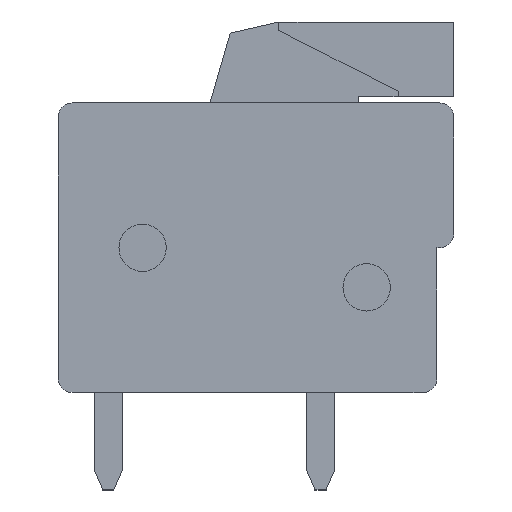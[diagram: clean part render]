
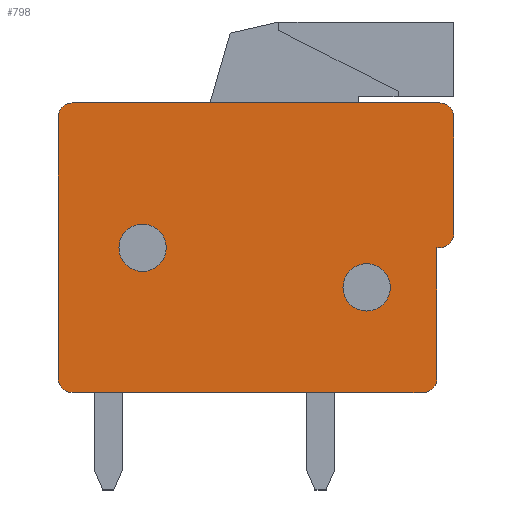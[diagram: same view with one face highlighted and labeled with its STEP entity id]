
A CAD part, left-side view. The second image highlights one B-rep face of the part: STEP entity #798.
In plain terms, the highlighted planar face has unit normal (-1, 0, 0).
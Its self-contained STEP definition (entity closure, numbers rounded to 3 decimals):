
#798 = ADVANCED_FACE( '', ( #1506, #1507, #1508 ), #1509, .T. );
#1506 = FACE_BOUND( '', #2168, .T. );
#1507 = FACE_OUTER_BOUND( '', #2169, .T. );
#1508 = FACE_BOUND( '', #2170, .T. );
#1509 = PLANE( '', #2171 );
#2168 = EDGE_LOOP( '', ( #3936 ) );
#2169 = EDGE_LOOP( '', ( #3937, #3938, #3939, #3940, #3941, #3942, #3943, #3944, #3945, #3946, #3947 ) );
#2170 = EDGE_LOOP( '', ( #3948 ) );
#2171 = AXIS2_PLACEMENT_3D( '', #3949, #3950, #3951 );
#3936 = ORIENTED_EDGE( '', *, *, #4648, .T. );
#3937 = ORIENTED_EDGE( '', *, *, #4292, .T. );
#3938 = ORIENTED_EDGE( '', *, *, #4668, .T. );
#3939 = ORIENTED_EDGE( '', *, *, #4353, .T. );
#3940 = ORIENTED_EDGE( '', *, *, #4822, .T. );
#3941 = ORIENTED_EDGE( '', *, *, #4333, .T. );
#3942 = ORIENTED_EDGE( '', *, *, #4606, .T. );
#3943 = ORIENTED_EDGE( '', *, *, #4272, .T. );
#3944 = ORIENTED_EDGE( '', *, *, #4787, .T. );
#3945 = ORIENTED_EDGE( '', *, *, #4823, .T. );
#3946 = ORIENTED_EDGE( '', *, *, #4501, .T. );
#3947 = ORIENTED_EDGE( '', *, *, #4676, .T. );
#3948 = ORIENTED_EDGE( '', *, *, #4609, .T. );
#3949 = CARTESIAN_POINT( '', ( -2.5, 0., 0. ) );
#3950 = DIRECTION( '', ( -1., 0., 0. ) );
#3951 = DIRECTION( '', ( 0., 0., 1. ) );
#4272 = EDGE_CURVE( '', #5133, #5131, #5134, .T. );
#4292 = EDGE_CURVE( '', #5169, #5167, #5170, .T. );
#4333 = EDGE_CURVE( '', #5239, #5237, #5240, .T. );
#4353 = EDGE_CURVE( '', #5273, #5274, #5275, .T. );
#4501 = EDGE_CURVE( '', #5508, #5506, #5509, .T. );
#4606 = EDGE_CURVE( '', #5237, #5133, #5656, .T. );
#4609 = EDGE_CURVE( '', #5660, #5660, #5661, .T. );
#4648 = EDGE_CURVE( '', #5713, #5713, #5714, .T. );
#4668 = EDGE_CURVE( '', #5167, #5273, #5739, .T. );
#4676 = EDGE_CURVE( '', #5506, #5169, #5747, .T. );
#4787 = EDGE_CURVE( '', #5131, #5876, #5878, .T. );
#4822 = EDGE_CURVE( '', #5274, #5239, #5913, .T. );
#4823 = EDGE_CURVE( '', #5876, #5508, #5914, .T. );
#5131 = VERTEX_POINT( '', #6340 );
#5133 = VERTEX_POINT( '', #6343 );
#5134 = LINE( '', #6344, #6345 );
#5167 = VERTEX_POINT( '', #6390 );
#5169 = VERTEX_POINT( '', #6393 );
#5170 = LINE( '', #6394, #6395 );
#5237 = VERTEX_POINT( '', #6489 );
#5239 = VERTEX_POINT( '', #6492 );
#5240 = LINE( '', #6493, #6494 );
#5273 = VERTEX_POINT( '', #6542 );
#5274 = VERTEX_POINT( '', #6543 );
#5275 = LINE( '', #6544, #6545 );
#5506 = VERTEX_POINT( '', #6874 );
#5508 = VERTEX_POINT( '', #6877 );
#5509 = CIRCLE( '', #6878, 0.5 );
#5656 = CIRCLE( '', #7092, 0.5 );
#5660 = VERTEX_POINT( '', #7096 );
#5661 = CIRCLE( '', #7097, 0.85 );
#5713 = VERTEX_POINT( '', #7171 );
#5714 = CIRCLE( '', #7172, 0.85 );
#5739 = CIRCLE( '', #7209, 0.5 );
#5747 = LINE( '', #7220, #7221 );
#5876 = VERTEX_POINT( '', #7401 );
#5878 = CIRCLE( '', #7404, 0.5 );
#5913 = CIRCLE( '', #7449, 0.5 );
#5914 = LINE( '', #7450, #7451 );
#6340 = CARTESIAN_POINT( '', ( -2.5, 7.1, -4.7 ) );
#6343 = CARTESIAN_POINT( '', ( -2.5, 7.1, 4.7 ) );
#6344 = CARTESIAN_POINT( '', ( -2.5, 7.1, 5.2 ) );
#6345 = VECTOR( '', #7632, 1000. );
#6390 = CARTESIAN_POINT( '', ( -2.5, -6.6, 0. ) );
#6393 = CARTESIAN_POINT( '', ( -2.5, -6.5, 0. ) );
#6394 = CARTESIAN_POINT( '', ( -2.5, -6.5, 0. ) );
#6395 = VECTOR( '', #7652, 1000. );
#6489 = CARTESIAN_POINT( '', ( -2.5, 6.6, 5.2 ) );
#6492 = CARTESIAN_POINT( '', ( -2.5, -6.6, 5.2 ) );
#6493 = CARTESIAN_POINT( '', ( -2.5, -7.1, 5.2 ) );
#6494 = VECTOR( '', #7699, 1000. );
#6542 = CARTESIAN_POINT( '', ( -2.5, -7.1, 0.5 ) );
#6543 = CARTESIAN_POINT( '', ( -2.5, -7.1, 4.7 ) );
#6544 = CARTESIAN_POINT( '', ( -2.5, -7.1, 0. ) );
#6545 = VECTOR( '', #7715, 1000. );
#6874 = CARTESIAN_POINT( '', ( -2.5, -6.5, -4.7 ) );
#6877 = CARTESIAN_POINT( '', ( -2.5, -6., -5.2 ) );
#6878 = AXIS2_PLACEMENT_3D( '', #7878, #7879, #7880 );
#7092 = AXIS2_PLACEMENT_3D( '', #7984, #7985, #7986 );
#7096 = CARTESIAN_POINT( '', ( -2.5, -4.825, -1.425 ) );
#7097 = AXIS2_PLACEMENT_3D( '', #7990, #7991, #7992 );
#7171 = CARTESIAN_POINT( '', ( -2.5, 3.22, 0. ) );
#7172 = AXIS2_PLACEMENT_3D( '', #8030, #8031, #8032 );
#7209 = AXIS2_PLACEMENT_3D( '', #8048, #8049, #8050 );
#7220 = CARTESIAN_POINT( '', ( -2.5, -6.5, -5.2 ) );
#7221 = VECTOR( '', #8054, 1000. );
#7401 = CARTESIAN_POINT( '', ( -2.5, 6.6, -5.2 ) );
#7404 = AXIS2_PLACEMENT_3D( '', #8143, #8144, #8145 );
#7449 = AXIS2_PLACEMENT_3D( '', #8165, #8166, #8167 );
#7450 = CARTESIAN_POINT( '', ( -2.5, 7.1, -5.2 ) );
#7451 = VECTOR( '', #8168, 1000. );
#7632 = DIRECTION( '', ( 0., 0., -1. ) );
#7652 = DIRECTION( '', ( 0., -1., 0. ) );
#7699 = DIRECTION( '', ( 0., 1., 0. ) );
#7715 = DIRECTION( '', ( 0., 0., 1. ) );
#7878 = CARTESIAN_POINT( '', ( -2.5, -6., -4.7 ) );
#7879 = DIRECTION( '', ( -1., 0., 0. ) );
#7880 = DIRECTION( '', ( 0., 0., 1. ) );
#7984 = CARTESIAN_POINT( '', ( -2.5, 6.6, 4.7 ) );
#7985 = DIRECTION( '', ( -1., 0., 0. ) );
#7986 = DIRECTION( '', ( 0., 0., 1. ) );
#7990 = CARTESIAN_POINT( '', ( -2.5, -3.975, -1.425 ) );
#7991 = DIRECTION( '', ( 1., 0., 0. ) );
#7992 = DIRECTION( '', ( 0., -1., 0. ) );
#8030 = CARTESIAN_POINT( '', ( -2.5, 4.07, 0. ) );
#8031 = DIRECTION( '', ( 1., 0., 0. ) );
#8032 = DIRECTION( '', ( 0., -1., 0. ) );
#8048 = CARTESIAN_POINT( '', ( -2.5, -6.6, 0.5 ) );
#8049 = DIRECTION( '', ( -1., 0., 0. ) );
#8050 = DIRECTION( '', ( 0., 0., 1. ) );
#8054 = DIRECTION( '', ( 0., 0., 1. ) );
#8143 = CARTESIAN_POINT( '', ( -2.5, 6.6, -4.7 ) );
#8144 = DIRECTION( '', ( -1., 0., 0. ) );
#8145 = DIRECTION( '', ( 0., 0., 1. ) );
#8165 = CARTESIAN_POINT( '', ( -2.5, -6.6, 4.7 ) );
#8166 = DIRECTION( '', ( -1., 0., 0. ) );
#8167 = DIRECTION( '', ( 0., 0., 1. ) );
#8168 = DIRECTION( '', ( 0., -1., 0. ) );
